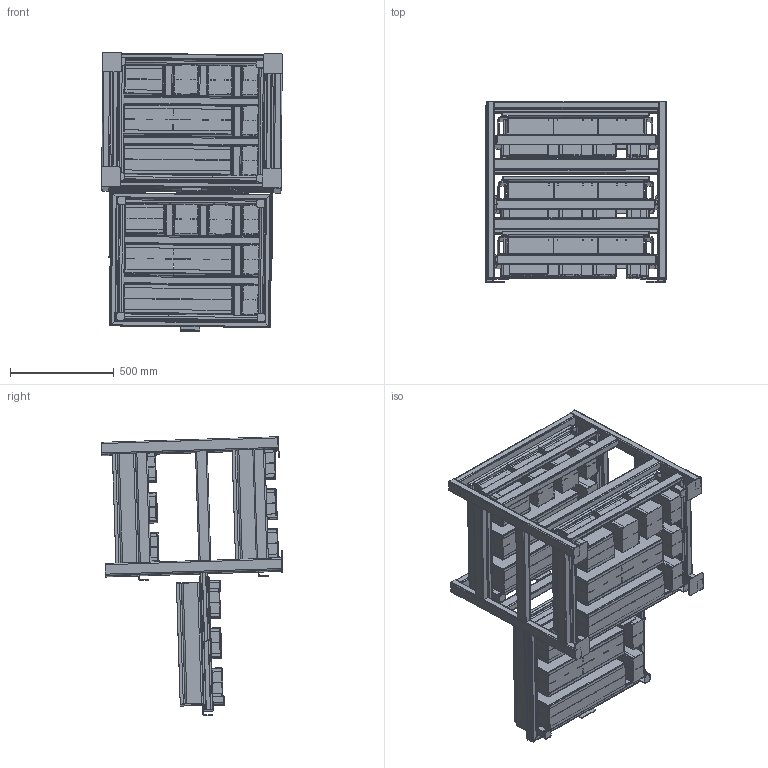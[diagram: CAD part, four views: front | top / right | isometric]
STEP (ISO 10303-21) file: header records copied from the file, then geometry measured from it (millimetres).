
FILE_DESCRIPTION(('FreeCAD Model'),'2;1');
FILE_NAME('Open CASCADE Shape Model','2025-05-07T18:43:52',('FreeCAD'),( 'FreeCAD'),'Open CASCADE STEP processor 7.6','FreeCAD','Unknown');
FILE_SCHEMA(('AUTOMOTIVE_DESIGN { 1 0 10303 214 1 1 1 1 }'));
Products named in the file (1): Open CASCADE STEP translator 7.6 1
Bounding box: 875.74 x 874.14 x 1347 mm (x, y, z)
Volume: 28947276.2 mm3; surface area: 23475260.3 mm2
Topology: 242 solids, 242 shells, 7552 faces, 18660 edges, 11484 vertices
Faces by surface type: bspline 7552
Entity records: 199670 total; most frequent: CARTESIAN_POINT 86801, ORIENTED_EDGE 37320, EDGE_CURVE 18660, B_SPLINE_CURVE_WITH_KNOTS 15624, VERTEX_POINT 11484, FACE_BOUND 7818, EDGE_LOOP 7818, ADVANCED_FACE 7552
